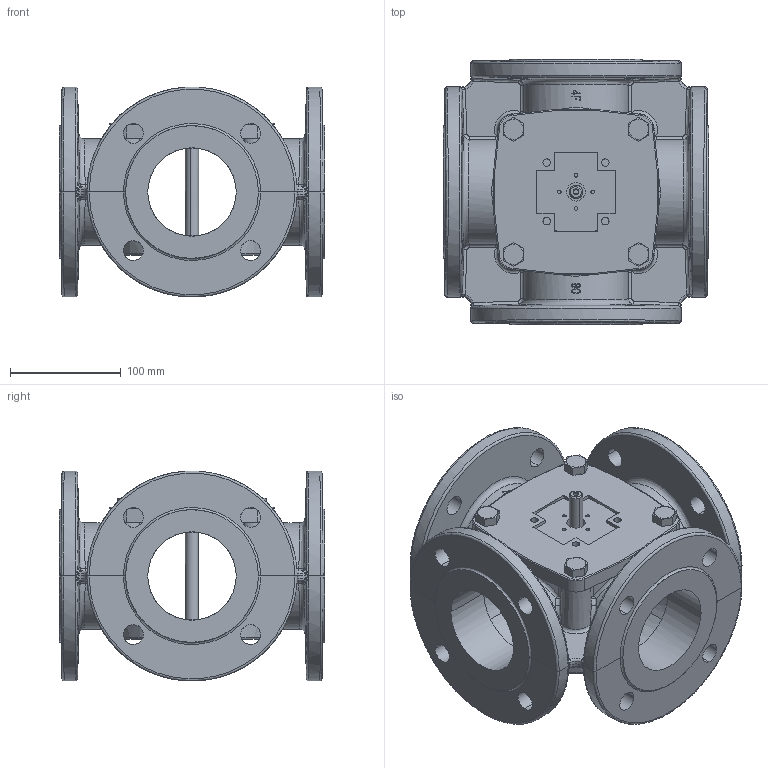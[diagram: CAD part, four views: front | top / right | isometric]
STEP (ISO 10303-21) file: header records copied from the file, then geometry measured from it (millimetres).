
FILE_DESCRIPTION(('CATIA V5 STEP Exchange'),'2;1');
FILE_NAME('4F80.stp','2012-10-12T08:21:13+00:00',('none'),('none'),'CATIA Version 5 Release 20 SP 6 (IN-10)','CATIA V5 STEP AP203','none');
FILE_SCHEMA(('CONFIG_CONTROL_DESIGN'));
Products named in the file (1): Product1
Assembly tree (7 placements, depth 2):
  Product1
    #58
    #95149
    #98603
    #98980  x4
Bounding box: 240 x 240 x 189.79 mm (x, y, z)
Volume: 2511359.3 mm3; surface area: 485816.6 mm2
Topology: 7 solids, 7 shells, 2300 faces, 6351 edges, 4093 vertices
Faces by surface type: plane 1688, bspline 269, cylinder 201, cone 67, torus 40, sphere 31, revolution 4
Entity records: 99552 total; most frequent: CARTESIAN_POINT 45960, ORIENTED_EDGE 12384, DIRECTION 8728, EDGE_CURVE 6192, VECTOR 4639, LINE 4639, VERTEX_POINT 4015, EDGE_LOOP 2357
